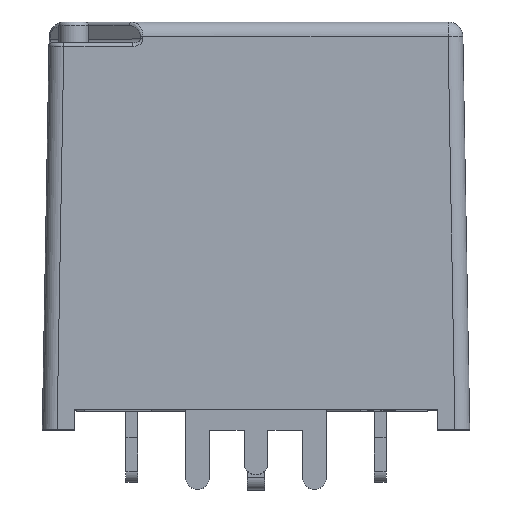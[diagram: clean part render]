
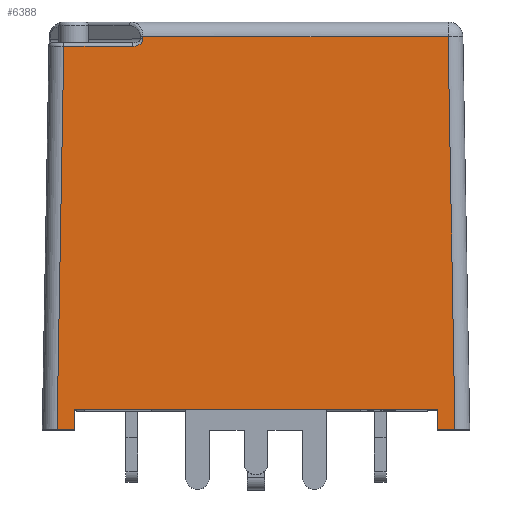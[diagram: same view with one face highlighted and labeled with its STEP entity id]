
A CAD part, top view. The second image highlights one B-rep face of the part: STEP entity #6388.
In plain terms, the highlighted planar face has unit normal (0, 0.014, 1).
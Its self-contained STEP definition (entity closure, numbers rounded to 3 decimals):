
#670=PLANE('',#6792);
#1003=FACE_OUTER_BOUND('',#1398,.T.);
#1398=EDGE_LOOP('',(#5758,#5759,#5760,#5761,#5762,#5763,#5764,#5765,#5766,
#5767,#5768));
#1498=ELLIPSE('',#6793,0.707,0.5);
#1972=LINE('',#11457,#2534);
#1979=LINE('',#11471,#2541);
#1982=LINE('',#11476,#2544);
#1990=LINE('',#11495,#2552);
#1992=LINE('',#11502,#2554);
#1993=LINE('',#11505,#2555);
#1994=LINE('',#11507,#2556);
#1995=LINE('',#11509,#2557);
#1996=LINE('',#11513,#2558);
#1997=LINE('',#11514,#2559);
#2534=VECTOR('',#7831,10.);
#2541=VECTOR('',#7846,10.);
#2544=VECTOR('',#7851,10.);
#2552=VECTOR('',#7867,10.);
#2554=VECTOR('',#7875,10.);
#2555=VECTOR('',#7878,10.);
#2556=VECTOR('',#7879,10.);
#2557=VECTOR('',#7880,10.);
#2558=VECTOR('',#7883,10.);
#2559=VECTOR('',#7884,10.);
#3156=VERTEX_POINT('',#11454);
#3157=VERTEX_POINT('',#11456);
#3160=VERTEX_POINT('',#11470);
#3161=VERTEX_POINT('',#11474);
#3168=VERTEX_POINT('',#11494);
#3170=VERTEX_POINT('',#11500);
#3171=VERTEX_POINT('',#11504);
#3172=VERTEX_POINT('',#11506);
#3173=VERTEX_POINT('',#11508);
#3174=VERTEX_POINT('',#11510);
#3175=VERTEX_POINT('',#11512);
#4024=EDGE_CURVE('',#3157,#3156,#1972,.T.);
#4031=EDGE_CURVE('',#3160,#3157,#1979,.T.);
#4034=EDGE_CURVE('',#3156,#3161,#1982,.T.);
#4043=EDGE_CURVE('',#3168,#3160,#1990,.T.);
#4047=EDGE_CURVE('',#3161,#3170,#1992,.T.);
#4048=EDGE_CURVE('',#3171,#3170,#1993,.T.);
#4049=EDGE_CURVE('',#3172,#3171,#1994,.T.);
#4050=EDGE_CURVE('',#3173,#3172,#1995,.T.);
#4051=EDGE_CURVE('',#3174,#3173,#1498,.T.);
#4052=EDGE_CURVE('',#3175,#3174,#1996,.T.);
#4053=EDGE_CURVE('',#3168,#3175,#1997,.T.);
#5758=ORIENTED_EDGE('',*,*,#4031,.T.);
#5759=ORIENTED_EDGE('',*,*,#4024,.T.);
#5760=ORIENTED_EDGE('',*,*,#4034,.T.);
#5761=ORIENTED_EDGE('',*,*,#4047,.T.);
#5762=ORIENTED_EDGE('',*,*,#4048,.F.);
#5763=ORIENTED_EDGE('',*,*,#4049,.F.);
#5764=ORIENTED_EDGE('',*,*,#4050,.F.);
#5765=ORIENTED_EDGE('',*,*,#4051,.F.);
#5766=ORIENTED_EDGE('',*,*,#4052,.F.);
#5767=ORIENTED_EDGE('',*,*,#4053,.F.);
#5768=ORIENTED_EDGE('',*,*,#4043,.T.);
#6388=ADVANCED_FACE('',(#1003),#670,.T.);
#6792=AXIS2_PLACEMENT_3D('',#11503,#7876,#7877);
#6793=AXIS2_PLACEMENT_3D('',#11511,#7881,#7882);
#7831=DIRECTION('',(1.,0.,0.));
#7846=DIRECTION('',(0.,1.,-0.014));
#7851=DIRECTION('',(0.,-1.,0.014));
#7867=DIRECTION('',(1.,0.,0.));
#7875=DIRECTION('',(1.,0.,0.));
#7876=DIRECTION('center_axis',(0.,0.014,
1.));
#7877=DIRECTION('ref_axis',(1.,0.,0.));
#7878=DIRECTION('',(0.017,-1.,0.014));
#7879=DIRECTION('',(1.,0.,0.));
#7880=DIRECTION('',(-0.014,1.,-0.014));
#7881=DIRECTION('center_axis',(0.,0.014,
1.));
#7882=DIRECTION('ref_axis',(1.,-0.014,0.));
#7883=DIRECTION('',(1.,0.,0.));
#7884=DIRECTION('',(0.017,1.,-0.014));
#11454=CARTESIAN_POINT('',(12.3,1.35,14.281));
#11456=CARTESIAN_POINT('',(-12.3,1.35,14.281));
#11457=CARTESIAN_POINT('',(-7.225,1.35,14.281));
#11470=CARTESIAN_POINT('',(-12.3,0.,14.3));
#11471=CARTESIAN_POINT('',(-12.3,0.014,14.3));
#11474=CARTESIAN_POINT('',(12.3,0.,14.3));
#11476=CARTESIAN_POINT('',(12.3,0.,14.3));
#11494=CARTESIAN_POINT('',(-13.45,0.,14.3));
#11495=CARTESIAN_POINT('',(-14.45,0.,14.3));
#11500=CARTESIAN_POINT('',(13.45,0.,14.3));
#11502=CARTESIAN_POINT('',(-14.45,0.,14.3));
#11503=CARTESIAN_POINT('Origin',(-14.45,0.,14.3));
#11504=CARTESIAN_POINT('',(12.986,26.564,13.929));
#11505=CARTESIAN_POINT('',(13.446,0.235,14.297));
#11506=CARTESIAN_POINT('',(-7.646,26.564,13.929));
#11507=CARTESIAN_POINT('',(-7.225,26.564,13.929));
#11508=CARTESIAN_POINT('',(-7.644,26.403,13.931));
#11509=CARTESIAN_POINT('',(-7.47,13.919,14.106));
#11510=CARTESIAN_POINT('',(-8.344,25.903,13.938));
#11511=CARTESIAN_POINT('Origin',(-8.351,26.403,13.931));
#11512=CARTESIAN_POINT('',(-12.998,25.903,13.938));
#11513=CARTESIAN_POINT('',(-13.2,25.903,13.938));
#11514=CARTESIAN_POINT('',(-13.447,0.182,14.297));
